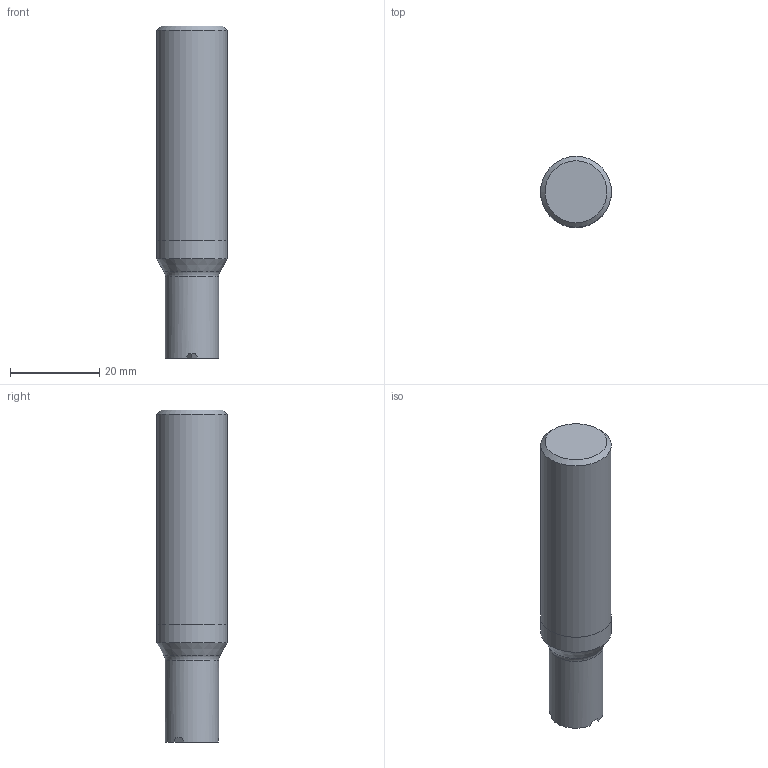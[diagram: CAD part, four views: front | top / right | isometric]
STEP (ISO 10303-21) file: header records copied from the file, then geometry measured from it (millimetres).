
FILE_DESCRIPTION(/* description */ (''),/* implementation_level */ '2;1');
FILE_NAME(/* name */ '335.14-062512.0-094-315.stp',/* time_stamp */ '2018-02-19T13:39:15+05:00',/* author */ (''),/* organization */ (''),/* preprocessor_version */ 'ST-DEVELOPER v16',/* originating_system */ 'SIEMENS PLM Software NX 11.0',/* authorisation */ '');
FILE_SCHEMA (('AUTOMOTIVE_DESIGN { 1 0 10303 214 3 1 1 1 }'));
Length unit declared in the file: millimetre
Products named in the file (1): 335.14-062512.0-094-315
Bounding box: 15.88 x 15.88 x 74.3 mm (x, y, z)
Volume: 12905.5 mm3; surface area: 4165.3 mm2
Topology: 2 solids, 2 shells, 19 faces, 41 edges, 26 vertices
Faces by surface type: plane 13, cylinder 3, cone 2, torus 1
Full cylindrical faces by diameter (mm): 12 x1, 15.875 x2
Entity records: 518 total; most frequent: CARTESIAN_POINT 98, DIRECTION 83, ORIENTED_EDGE 68, EDGE_CURVE 34, AXIS2_PLACEMENT_3D 34, EDGE_LOOP 25, VERTEX_POINT 25, ADVANCED_FACE 19
